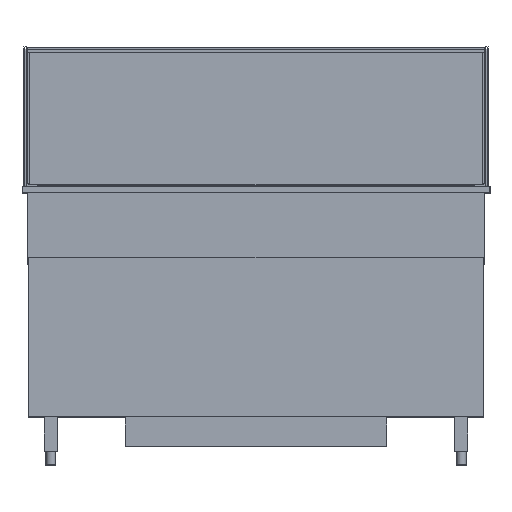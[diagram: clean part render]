
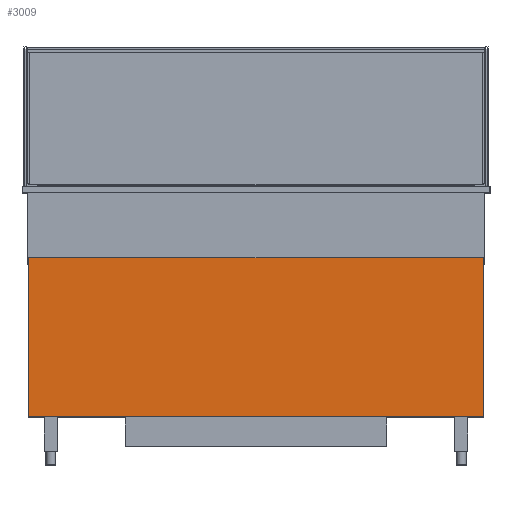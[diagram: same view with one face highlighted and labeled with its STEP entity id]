
A CAD part, top view. The second image highlights one B-rep face of the part: STEP entity #3009.
In plain terms, the highlighted planar face has unit normal (0, 0, 1).
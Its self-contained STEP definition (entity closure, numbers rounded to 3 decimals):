
#992 = CARTESIAN_POINT ( 'NONE',  ( 713.5, -498., 319. ) ) ;
#1165 = DIRECTION ( 'NONE',  ( 0., 0., -1. ) ) ;
#1781 = LINE ( 'NONE', #11399, #4767 ) ;
#1897 = LINE ( 'NONE', #7769, #17884 ) ;
#2215 = DIRECTION ( 'NONE',  ( -1., 0., 0. ) ) ;
#2412 = VERTEX_POINT ( 'NONE', #992 ) ;
#2448 = DIRECTION ( 'NONE',  ( -1., 0., 0. ) ) ;
#2467 = LINE ( 'NONE', #17762, #3603 ) ;
#2696 = CARTESIAN_POINT ( 'NONE',  ( -713.5, 0., 319. ) ) ;
#3009 = ADVANCED_FACE ( 'NONE', ( #7516 ), #5192, .F. ) ;
#3603 = VECTOR ( 'NONE', #16221, 1000. ) ;
#4630 = AXIS2_PLACEMENT_3D ( 'NONE', #12707, #1165, #2448 ) ;
#4767 = VECTOR ( 'NONE', #18586, 1000. ) ;
#5043 = VERTEX_POINT ( 'NONE', #17122 ) ;
#5192 = PLANE ( 'NONE',  #4630 ) ;
#6054 = ORIENTED_EDGE ( 'NONE', *, *, #7637, .T. ) ;
#7516 = FACE_OUTER_BOUND ( 'NONE', #14204, .T. ) ;
#7637 = EDGE_CURVE ( 'NONE', #16989, #16452, #9070, .T. ) ;
#7769 = CARTESIAN_POINT ( 'NONE',  ( 713.5, -498., 319. ) ) ;
#8772 = EDGE_CURVE ( 'NONE', #5043, #16452, #2467, .T. ) ;
#9070 = LINE ( 'NONE', #16582, #11041 ) ;
#9164 = DIRECTION ( 'NONE',  ( 0., 1., 0. ) ) ;
#9316 = ORIENTED_EDGE ( 'NONE', *, *, #15887, .F. ) ;
#9397 = ORIENTED_EDGE ( 'NONE', *, *, #8772, .F. ) ;
#11041 = VECTOR ( 'NONE', #2215, 1000. ) ;
#11116 = CARTESIAN_POINT ( 'NONE',  ( 713.5, 0., 319. ) ) ;
#11399 = CARTESIAN_POINT ( 'NONE',  ( 713.5, -498., 319. ) ) ;
#12463 = EDGE_CURVE ( 'NONE', #2412, #16989, #1897, .T. ) ;
#12707 = CARTESIAN_POINT ( 'NONE',  ( 713.5, -498., 319. ) ) ;
#14204 = EDGE_LOOP ( 'NONE', ( #6054, #9397, #9316, #17237 ) ) ;
#15887 = EDGE_CURVE ( 'NONE', #2412, #5043, #1781, .T. ) ;
#16221 = DIRECTION ( 'NONE',  ( 0., 1., 0. ) ) ;
#16452 = VERTEX_POINT ( 'NONE', #2696 ) ;
#16582 = CARTESIAN_POINT ( 'NONE',  ( 713.5, 0., 319. ) ) ;
#16989 = VERTEX_POINT ( 'NONE', #11116 ) ;
#17122 = CARTESIAN_POINT ( 'NONE',  ( -713.5, -498., 319. ) ) ;
#17237 = ORIENTED_EDGE ( 'NONE', *, *, #12463, .T. ) ;
#17762 = CARTESIAN_POINT ( 'NONE',  ( -713.5, -498., 319. ) ) ;
#17884 = VECTOR ( 'NONE', #9164, 1000. ) ;
#18586 = DIRECTION ( 'NONE',  ( -1., 0., 0. ) ) ;
